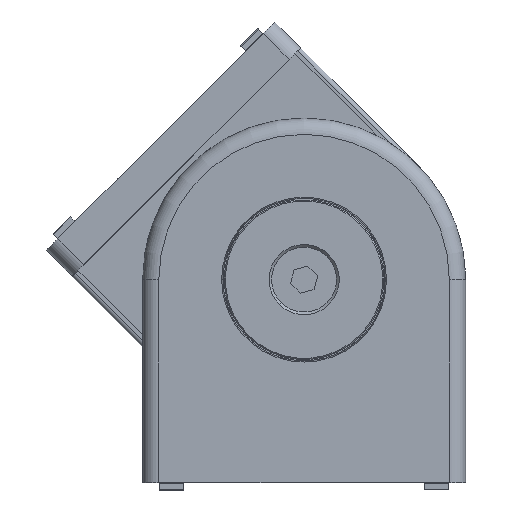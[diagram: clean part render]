
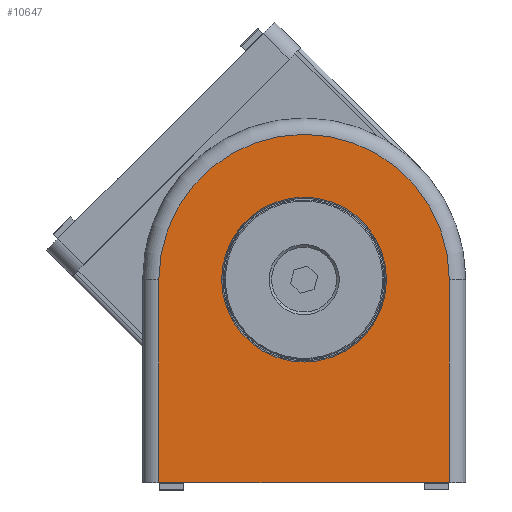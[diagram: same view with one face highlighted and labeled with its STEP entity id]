
A CAD part, top view. The second image highlights one B-rep face of the part: STEP entity #10647.
In plain terms, the highlighted face is planar.
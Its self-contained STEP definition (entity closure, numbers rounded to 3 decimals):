
#244 = AXIS2_PLACEMENT_3D ( 'NONE', #10195, #2154, #5712 ) ;
#246 = DIRECTION ( 'NONE',  ( 0., 0., -1. ) ) ;
#398 = CARTESIAN_POINT ( 'NONE',  ( 19.9, 40., -35.8 ) ) ;
#699 = AXIS2_PLACEMENT_3D ( 'NONE', #4678, #1937, #246 ) ;
#1080 = LINE ( 'NONE', #2179, #5868 ) ;
#1487 = VECTOR ( 'NONE', #5239, 1000. ) ;
#1529 = ORIENTED_EDGE ( 'NONE', *, *, #1792, .T. ) ;
#1570 = CARTESIAN_POINT ( 'NONE',  ( 19.9, 0., 0. ) ) ;
#1694 = CARTESIAN_POINT ( 'NONE',  ( 19.9, 40., 35.8 ) ) ;
#1792 = EDGE_CURVE ( 'NONE', #3920, #10656, #1080, .T. ) ;
#1937 = DIRECTION ( 'NONE',  ( 1., 0., 0. ) ) ;
#2086 = DIRECTION ( 'NONE',  ( 0., -1., 0. ) ) ;
#2154 = DIRECTION ( 'NONE',  ( 1., 0., 0. ) ) ;
#2179 = CARTESIAN_POINT ( 'NONE',  ( 19.9, -50., 35.8 ) ) ;
#2278 = PLANE ( 'NONE',  #9531 ) ;
#2310 = VERTEX_POINT ( 'NONE', #7015 ) ;
#2563 = VERTEX_POINT ( 'NONE', #9060 ) ;
#3373 = DIRECTION ( 'NONE',  ( 0., 0., 1. ) ) ;
#3443 = ORIENTED_EDGE ( 'NONE', *, *, #8096, .T. ) ;
#3719 = AXIS2_PLACEMENT_3D ( 'NONE', #1570, #7845, #3373 ) ;
#3794 = CARTESIAN_POINT ( 'NONE',  ( 19.9, -50., 35.8 ) ) ;
#3823 = DIRECTION ( 'NONE',  ( 0., 0., -1. ) ) ;
#3920 = VERTEX_POINT ( 'NONE', #3794 ) ;
#4000 = CARTESIAN_POINT ( 'NONE',  ( 19.9, 0., -35.8 ) ) ;
#4080 = DIRECTION ( 'NONE',  ( -1., 0., 0. ) ) ;
#4140 = LINE ( 'NONE', #1694, #1487 ) ;
#4209 = ORIENTED_EDGE ( 'NONE', *, *, #9844, .F. ) ;
#4667 = VECTOR ( 'NONE', #2086, 1000. ) ;
#4678 = CARTESIAN_POINT ( 'NONE',  ( 19.9, 0., 0. ) ) ;
#5239 = DIRECTION ( 'NONE',  ( 0., -1., 0. ) ) ;
#5581 = CIRCLE ( 'NONE', #3719, 20.319 ) ;
#5700 = ORIENTED_EDGE ( 'NONE', *, *, #10678, .T. ) ;
#5712 = DIRECTION ( 'NONE',  ( 0., 0., 1. ) ) ;
#5832 = CARTESIAN_POINT ( 'NONE',  ( 19.9, 40., 35.8 ) ) ;
#5868 = VECTOR ( 'NONE', #3823, 1000. ) ;
#5930 = EDGE_LOOP ( 'NONE', ( #9678, #4209 ) ) ;
#6539 = LINE ( 'NONE', #398, #4667 ) ;
#6667 = FACE_BOUND ( 'NONE', #5930, .T. ) ;
#7015 = CARTESIAN_POINT ( 'NONE',  ( 19.9, 0., 20.319 ) ) ;
#7241 = EDGE_CURVE ( 'NONE', #2563, #2310, #9977, .T. ) ;
#7474 = EDGE_LOOP ( 'NONE', ( #5700, #1529, #9301, #3443 ) ) ;
#7676 = DIRECTION ( 'NONE',  ( 0., 0., 1. ) ) ;
#7845 = DIRECTION ( 'NONE',  ( 1., 0., 0. ) ) ;
#8096 = EDGE_CURVE ( 'NONE', #10040, #9805, #11183, .T. ) ;
#8651 = CARTESIAN_POINT ( 'NONE',  ( 19.9, -50., -35.8 ) ) ;
#9060 = CARTESIAN_POINT ( 'NONE',  ( 19.9, 0., -20.319 ) ) ;
#9301 = ORIENTED_EDGE ( 'NONE', *, *, #11372, .F. ) ;
#9531 = AXIS2_PLACEMENT_3D ( 'NONE', #5832, #4080, #7676 ) ;
#9678 = ORIENTED_EDGE ( 'NONE', *, *, #7241, .F. ) ;
#9805 = VERTEX_POINT ( 'NONE', #10549 ) ;
#9844 = EDGE_CURVE ( 'NONE', #2310, #2563, #5581, .T. ) ;
#9977 = CIRCLE ( 'NONE', #244, 20.319 ) ;
#10040 = VERTEX_POINT ( 'NONE', #4000 ) ;
#10195 = CARTESIAN_POINT ( 'NONE',  ( 19.9, 0., 0. ) ) ;
#10315 = FACE_OUTER_BOUND ( 'NONE', #7474, .T. ) ;
#10549 = CARTESIAN_POINT ( 'NONE',  ( 19.9, 0., 35.8 ) ) ;
#10647 = ADVANCED_FACE ( 'NONE', ( #6667, #10315 ), #2278, .F. ) ;
#10656 = VERTEX_POINT ( 'NONE', #8651 ) ;
#10678 = EDGE_CURVE ( 'NONE', #9805, #3920, #4140, .T. ) ;
#11183 = CIRCLE ( 'NONE', #699, 35.8 ) ;
#11372 = EDGE_CURVE ( 'NONE', #10040, #10656, #6539, .T. ) ;
